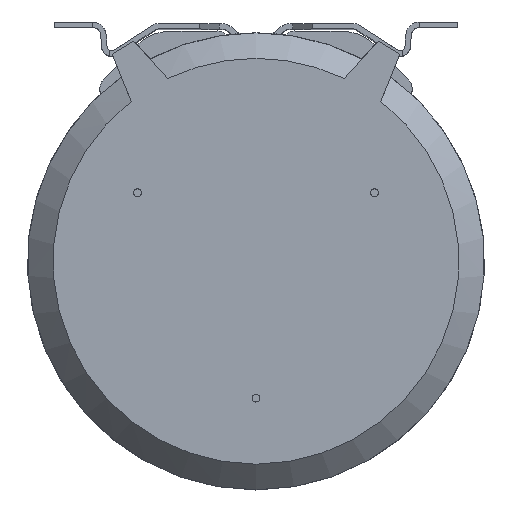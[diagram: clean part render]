
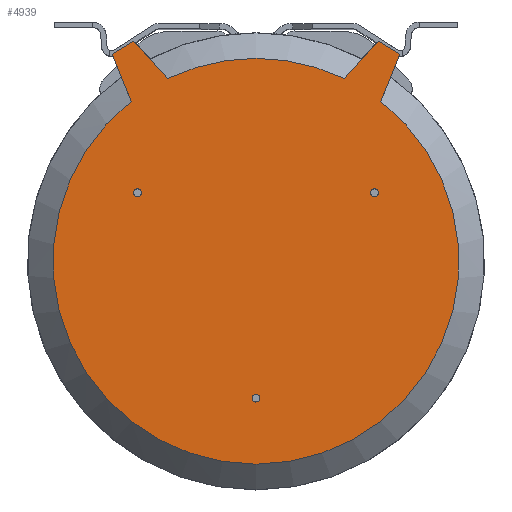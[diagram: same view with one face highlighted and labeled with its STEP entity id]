
A CAD part, top view. The second image highlights one B-rep face of the part: STEP entity #4939.
In plain terms, the highlighted planar face has unit normal (0, 0, 1).
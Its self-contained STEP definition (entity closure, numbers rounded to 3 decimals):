
#452=CARTESIAN_POINT('',(91.158,116.967,103.04));
#503=CARTESIAN_POINT('',(-64.497,133.533,103.04));
#515=CARTESIAN_POINT('',(0.,0.,103.04));
#516=DIRECTION('',(0.,0.,-1.));
#517=DIRECTION('',(0.615,0.789,0.));
#518=AXIS2_PLACEMENT_3D('',#515,#516,#517);
#520=CARTESIAN_POINT('',(0.,0.,103.04));
#521=DIRECTION('',(0.,0.,-1.));
#522=DIRECTION('',(0.,-1.,0.));
#523=AXIS2_PLACEMENT_3D('',#520,#521,#522);
#525=DIRECTION('',(-0.375,0.927,0.));
#526=VECTOR('',#525,37.181);
#527=CARTESIAN_POINT('',(-91.158,116.967,103.04));
#528=LINE('',#527,#526);
#529=DIRECTION('',(0.858,0.514,0.));
#530=VECTOR('',#529,18.522);
#531=CARTESIAN_POINT('',(-105.086,151.441,103.04));
#532=LINE('',#531,#530);
#533=DIRECTION('',(0.669,-0.743,0.));
#534=VECTOR('',#533,36.902);
#535=CARTESIAN_POINT('',(-89.193,160.953,103.04));
#536=LINE('',#535,#534);
#537=CARTESIAN_POINT('',(0.,0.,103.04));
#538=DIRECTION('',(0.,0.,-1.));
#539=DIRECTION('',(-0.435,0.9,0.));
#540=AXIS2_PLACEMENT_3D('',#537,#538,#539);
#542=CARTESIAN_POINT('',(0.,0.,103.04));
#543=DIRECTION('',(0.,0.,-1.));
#544=DIRECTION('',(0.,1.,0.));
#545=AXIS2_PLACEMENT_3D('',#542,#543,#544);
#547=DIRECTION('',(0.669,0.743,0.));
#548=VECTOR('',#547,36.902);
#549=CARTESIAN_POINT('',(64.497,133.533,103.04));
#550=LINE('',#549,#548);
#551=DIRECTION('',(0.858,-0.514,0.));
#552=VECTOR('',#551,18.522);
#553=CARTESIAN_POINT('',(89.193,160.953,103.04));
#554=LINE('',#553,#552);
#555=DIRECTION('',(-0.375,-0.927,0.));
#556=VECTOR('',#555,37.181);
#557=CARTESIAN_POINT('',(105.086,151.441,103.04));
#558=LINE('',#557,#556);
#559=CARTESIAN_POINT('',(-86.603,50.,103.04));
#560=DIRECTION('',(0.,0.,1.));
#561=DIRECTION('',(-1.,0.,0.));
#562=AXIS2_PLACEMENT_3D('',#559,#560,#561);
#564=CARTESIAN_POINT('',(-86.603,50.,103.04));
#565=DIRECTION('',(0.,0.,1.));
#566=DIRECTION('',(1.,0.,0.));
#567=AXIS2_PLACEMENT_3D('',#564,#565,#566);
#569=CARTESIAN_POINT('',(86.603,50.,103.04));
#570=DIRECTION('',(0.,0.,1.));
#571=DIRECTION('',(1.,0.,0.));
#572=AXIS2_PLACEMENT_3D('',#569,#570,#571);
#574=CARTESIAN_POINT('',(86.603,50.,103.04));
#575=DIRECTION('',(0.,0.,1.));
#576=DIRECTION('',(-1.,0.,0.));
#577=AXIS2_PLACEMENT_3D('',#574,#575,#576);
#579=CARTESIAN_POINT('',(0.,-100.,103.04));
#580=DIRECTION('',(0.,0.,1.));
#581=DIRECTION('',(-1.,0.,0.));
#582=AXIS2_PLACEMENT_3D('',#579,#580,#581);
#584=CARTESIAN_POINT('',(0.,-100.,103.04));
#585=DIRECTION('',(0.,0.,1.));
#586=DIRECTION('',(1.,0.,0.));
#587=AXIS2_PLACEMENT_3D('',#584,#585,#586);
#593=CARTESIAN_POINT('',(-91.158,116.967,103.04));
#3719=VERTEX_POINT('',#452);
#3720=CARTESIAN_POINT('',(105.086,151.441,103.04));
#3721=VERTEX_POINT('',#3720);
#3728=VERTEX_POINT('',#593);
#3729=CARTESIAN_POINT('',(0.,-148.294,103.04));
#3730=VERTEX_POINT('',#3729);
#3745=VERTEX_POINT('',#503);
#3746=CARTESIAN_POINT('',(-89.193,160.953,103.04));
#3747=VERTEX_POINT('',#3746);
#3752=CARTESIAN_POINT('',(0.,148.294,103.04));
#3753=CARTESIAN_POINT('',(64.497,133.533,103.04));
#3754=VERTEX_POINT('',#3752);
#3755=VERTEX_POINT('',#3753);
#3756=CARTESIAN_POINT('',(-105.086,151.441,103.04));
#3757=VERTEX_POINT('',#3756);
#3758=CARTESIAN_POINT('',(89.193,160.953,103.04));
#3759=VERTEX_POINT('',#3758);
#3760=CARTESIAN_POINT('',(-89.479,50.,103.04));
#3761=CARTESIAN_POINT('',(-83.726,50.,103.04));
#3762=VERTEX_POINT('',#3760);
#3763=VERTEX_POINT('',#3761);
#3764=CARTESIAN_POINT('',(89.479,50.,103.04));
#3765=CARTESIAN_POINT('',(83.726,50.,103.04));
#3766=VERTEX_POINT('',#3764);
#3767=VERTEX_POINT('',#3765);
#3768=CARTESIAN_POINT('',(-2.876,-100.,103.04));
#3769=CARTESIAN_POINT('',(2.876,-100.,103.04));
#3770=VERTEX_POINT('',#3768);
#3771=VERTEX_POINT('',#3769);
#4900=CARTESIAN_POINT('',(0.,0.,103.04));
#4901=DIRECTION('',(0.,0.,1.));
#4902=DIRECTION('',(0.,1.,0.));
#4903=AXIS2_PLACEMENT_3D('',#4900,#4901,#4902);
#4904=PLANE('',#4903);
#4905=ORIENTED_EDGE('',*,*,#4813,.T.);
#4906=ORIENTED_EDGE('',*,*,#4811,.T.);
#4908=ORIENTED_EDGE('',*,*,#4907,.T.);
#4910=ORIENTED_EDGE('',*,*,#4909,.T.);
#4911=ORIENTED_EDGE('',*,*,#4871,.T.);
#4912=ORIENTED_EDGE('',*,*,#4890,.T.);
#4913=ORIENTED_EDGE('',*,*,#4888,.T.);
#4915=ORIENTED_EDGE('',*,*,#4914,.T.);
#4917=ORIENTED_EDGE('',*,*,#4916,.T.);
#4918=ORIENTED_EDGE('',*,*,#4789,.T.);
#4919=EDGE_LOOP('',(#4905,#4906,#4908,#4910,#4911,#4912,#4913,#4915,#4917,
#4918));
#4920=FACE_OUTER_BOUND('',#4919,.F.);
#4922=ORIENTED_EDGE('',*,*,#4921,.T.);
#4924=ORIENTED_EDGE('',*,*,#4923,.T.);
#4925=EDGE_LOOP('',(#4922,#4924));
#4926=FACE_BOUND('',#4925,.F.);
#4928=ORIENTED_EDGE('',*,*,#4927,.T.);
#4930=ORIENTED_EDGE('',*,*,#4929,.T.);
#4931=EDGE_LOOP('',(#4928,#4930));
#4932=FACE_BOUND('',#4931,.F.);
#4934=ORIENTED_EDGE('',*,*,#4933,.T.);
#4936=ORIENTED_EDGE('',*,*,#4935,.T.);
#4937=EDGE_LOOP('',(#4934,#4936));
#4938=FACE_BOUND('',#4937,.F.);
#4939=ADVANCED_FACE('',(#4920,#4926,#4932,#4938),#4904,.T.);
#519=CIRCLE('',#518,148.294);
#524=CIRCLE('',#523,148.294);
#541=CIRCLE('',#540,148.294);
#546=CIRCLE('',#545,148.294);
#563=CIRCLE('',#562,2.876);
#568=CIRCLE('',#567,2.876);
#573=CIRCLE('',#572,2.876);
#578=CIRCLE('',#577,2.876);
#583=CIRCLE('',#582,2.876);
#588=CIRCLE('',#587,2.876);
#4789=EDGE_CURVE('',#3721,#3719,#558,.T.);
#4811=EDGE_CURVE('',#3730,#3728,#524,.T.);
#4813=EDGE_CURVE('',#3719,#3730,#519,.T.);
#4871=EDGE_CURVE('',#3747,#3745,#536,.T.);
#4888=EDGE_CURVE('',#3754,#3755,#546,.T.);
#4890=EDGE_CURVE('',#3745,#3754,#541,.T.);
#4907=EDGE_CURVE('',#3728,#3757,#528,.T.);
#4909=EDGE_CURVE('',#3757,#3747,#532,.T.);
#4914=EDGE_CURVE('',#3755,#3759,#550,.T.);
#4916=EDGE_CURVE('',#3759,#3721,#554,.T.);
#4921=EDGE_CURVE('',#3762,#3763,#563,.T.);
#4923=EDGE_CURVE('',#3763,#3762,#568,.T.);
#4927=EDGE_CURVE('',#3766,#3767,#573,.T.);
#4929=EDGE_CURVE('',#3767,#3766,#578,.T.);
#4933=EDGE_CURVE('',#3770,#3771,#583,.T.);
#4935=EDGE_CURVE('',#3771,#3770,#588,.T.);
